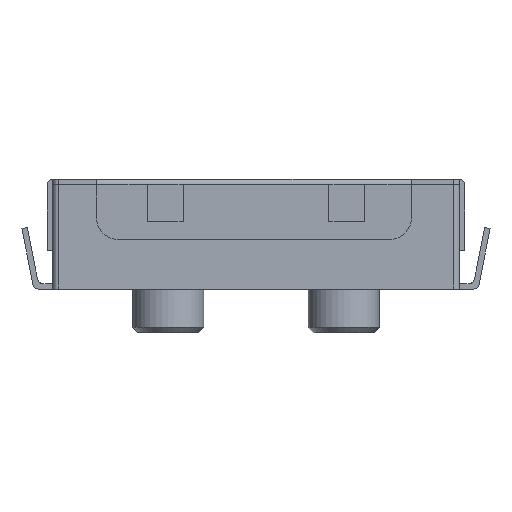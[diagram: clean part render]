
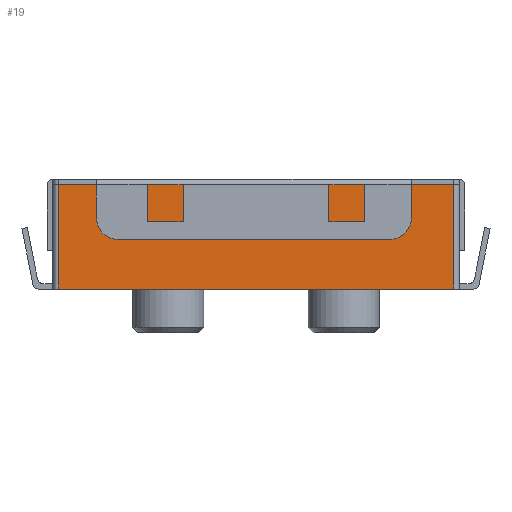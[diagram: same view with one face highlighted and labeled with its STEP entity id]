
A CAD part, front view. The second image highlights one B-rep face of the part: STEP entity #19.
In plain terms, the highlighted planar face has unit normal (0, -1, 0).
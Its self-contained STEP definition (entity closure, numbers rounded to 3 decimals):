
#19 = ADVANCED_FACE ( 'NONE', ( #2762 ), #15851, .F. ) ;
#658 = EDGE_CURVE ( 'NONE', #14606, #19875, #957, .T. ) ;
#957 = LINE ( 'NONE', #18583, #13441 ) ;
#1249 = VECTOR ( 'NONE', #12470, 1000. ) ;
#2453 = DIRECTION ( 'NONE',  ( 1., 0., 0. ) ) ;
#2542 = CARTESIAN_POINT ( 'NONE',  ( -1.8, -1.8, 0.95 ) ) ;
#2623 = ORIENTED_EDGE ( 'NONE', *, *, #658, .F. ) ;
#2762 = FACE_OUTER_BOUND ( 'NONE', #5688, .T. ) ;
#3746 = VECTOR ( 'NONE', #7154, 1000. ) ;
#4504 = DIRECTION ( 'NONE',  ( 0., 0., 1. ) ) ;
#5688 = EDGE_LOOP ( 'NONE', ( #16875, #9516, #2623, #10968 ) ) ;
#5928 = AXIS2_PLACEMENT_3D ( 'NONE', #12618, #12408, #4504 ) ;
#5956 = CARTESIAN_POINT ( 'NONE',  ( -1.85, -1.8, 0. ) ) ;
#6557 = LINE ( 'NONE', #6770, #6620 ) ;
#6620 = VECTOR ( 'NONE', #19562, 1000. ) ;
#6770 = CARTESIAN_POINT ( 'NONE',  ( 1.8, -1.8, 0.95 ) ) ;
#7154 = DIRECTION ( 'NONE',  ( 0., 0., -1. ) ) ;
#9379 = VERTEX_POINT ( 'NONE', #15977 ) ;
#9516 = ORIENTED_EDGE ( 'NONE', *, *, #17078, .T. ) ;
#10968 = ORIENTED_EDGE ( 'NONE', *, *, #11134, .T. ) ;
#11134 = EDGE_CURVE ( 'NONE', #14606, #9379, #14824, .T. ) ;
#12408 = DIRECTION ( 'NONE',  ( 0., 1., 0. ) ) ;
#12470 = DIRECTION ( 'NONE',  ( 1., 0., 0. ) ) ;
#12618 = CARTESIAN_POINT ( 'NONE',  ( -1.85, -1.8, 0.95 ) ) ;
#13441 = VECTOR ( 'NONE', #2453, 1000. ) ;
#14606 = VERTEX_POINT ( 'NONE', #14662 ) ;
#14662 = CARTESIAN_POINT ( 'NONE',  ( -1.8, -1.8, 0.95 ) ) ;
#14824 = LINE ( 'NONE', #2542, #3746 ) ;
#15741 = VERTEX_POINT ( 'NONE', #16009 ) ;
#15851 = PLANE ( 'NONE',  #5928 ) ;
#15977 = CARTESIAN_POINT ( 'NONE',  ( -1.8, -1.8, 0. ) ) ;
#16009 = CARTESIAN_POINT ( 'NONE',  ( 1.8, -1.8, 0. ) ) ;
#16875 = ORIENTED_EDGE ( 'NONE', *, *, #17921, .T. ) ;
#17078 = EDGE_CURVE ( 'NONE', #15741, #19875, #6557, .T. ) ;
#17472 = CARTESIAN_POINT ( 'NONE',  ( 1.8, -1.8, 0.95 ) ) ;
#17921 = EDGE_CURVE ( 'NONE', #9379, #15741, #18534, .T. ) ;
#18534 = LINE ( 'NONE', #5956, #1249 ) ;
#18583 = CARTESIAN_POINT ( 'NONE',  ( -1.85, -1.8, 0.95 ) ) ;
#19562 = DIRECTION ( 'NONE',  ( 0., 0., 1. ) ) ;
#19875 = VERTEX_POINT ( 'NONE', #17472 ) ;
